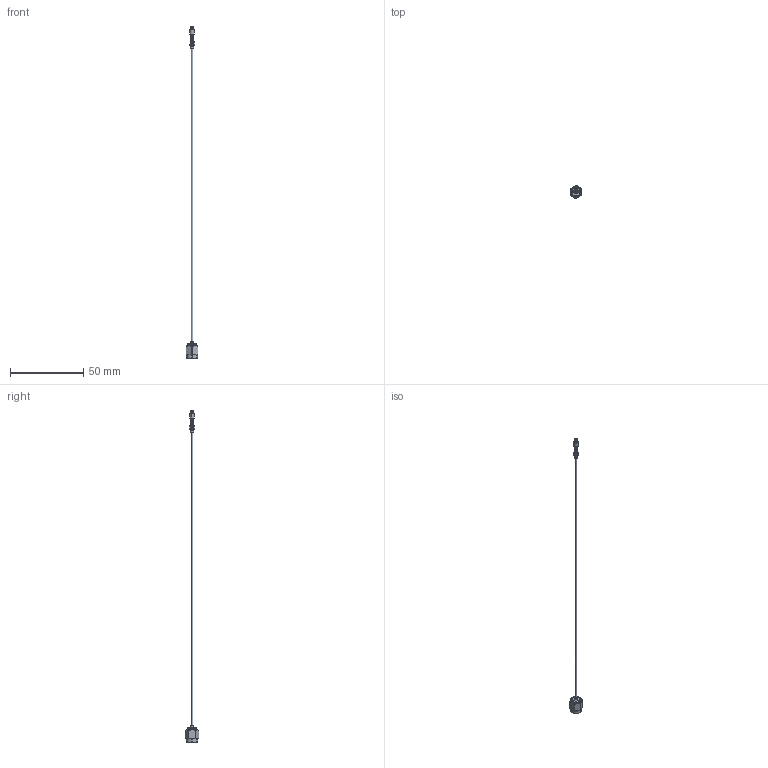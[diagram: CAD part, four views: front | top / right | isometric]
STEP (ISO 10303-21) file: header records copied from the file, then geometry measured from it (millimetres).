
FILE_DESCRIPTION (( 'STEP AP214' ), '1' );
FILE_NAME ('FMCA100364_3D.step', '2025-08-08T16:26:58', ( '' ), ( '' ), 'SwSTEP 2.0', 'SolidWorks 2022', '' );
FILE_SCHEMA (( 'AUTOMOTIVE_DESIGN' ));
Length unit declared in the file: inch
Products named in the file (8): FM-SR047CU-COIL_no label; FMCA100364_3D; SMPS Female VITA 67.3 Backplane Contact for .047 Cable(002-SD3H0N-NS)1.stp; SMPS Female VITA 67.3 Backplane Contact for .047 Cable(002-SD3H0N-NS).stp; FMCN49829; SMPS Female VITA 67.3 Backplane Contact for .047 Cable(002-SD3H0N-NS)3.stp; SMC047; SMPS Female VITA 67.3 Backplane Contact for .047 Cable(002-SD3H0N-NS)2.stp
Assembly tree (7 placements, depth 4):
  FMCA100364_3D
    FM-SR047CU-COIL_no label
    FMCN49829
      SMPS Female VITA 67.3 Backplane Contact for .047 Cable(002-SD3H0N-NS).stp
        SMPS Female VITA 67.3 Backplane Contact for .047 Cable(002-SD3H0N-NS)1.stp
        SMPS Female VITA 67.3 Backplane Contact for .047 Cable(002-SD3H0N-NS)2.stp
        SMPS Female VITA 67.3 Backplane Contact for .047 Cable(002-SD3H0N-NS)3.stp
    SMC047
Bounding box: 7.94 x 8.99 x 226.36 mm (x, y, z)
Volume: 658 mm3; surface area: 1573.2 mm2
Topology: 5 solids, 6 shells, 234 faces, 590 edges, 380 vertices
Faces by surface type: cylinder 88, plane 73, cone 40, torus 18, bspline 15
Entity records: 14276 total; most frequent: CARTESIAN_POINT 7999, ORIENTED_EDGE 1180, DIRECTION 1116, EDGE_CURVE 590, AXIS2_PLACEMENT_3D 453, VERTEX_POINT 380, EDGE_LOOP 250, FACE_OUTER_BOUND 234
